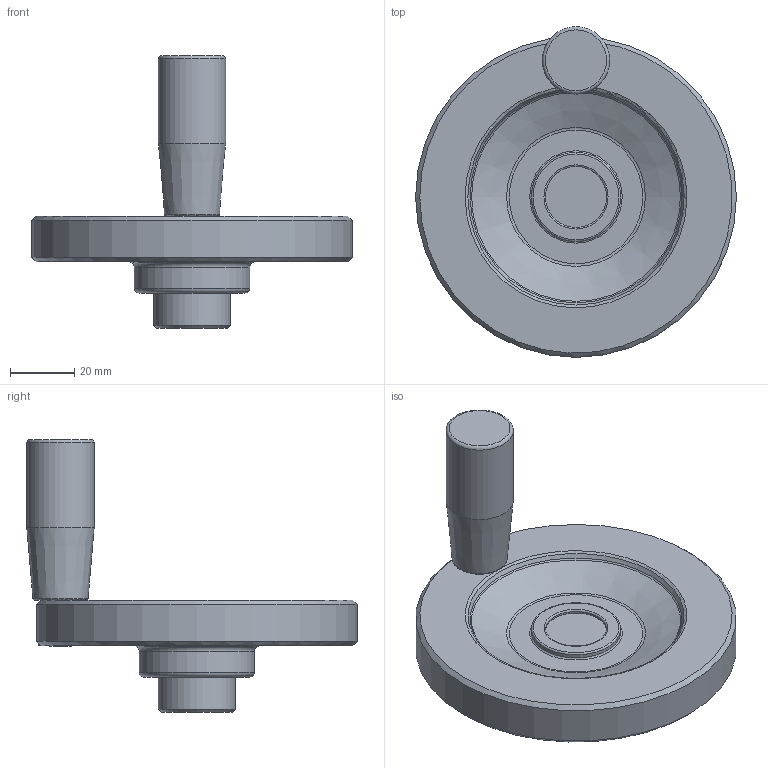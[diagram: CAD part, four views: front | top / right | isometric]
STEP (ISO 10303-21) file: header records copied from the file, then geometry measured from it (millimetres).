
FILE_DESCRIPTION( ( 'Unknown' ), '1' );
FILE_NAME( '6161211_VPRAX100_M.stp', 'Unknown', ( 'Unknown' ), ( 'Unknown' ), 'PSStep 14.0', 'Unknown', ' ' );
FILE_SCHEMA( ( 'AUTOMOTIVE_DESIGN { 1 0 10303 214 1 1 1 1 }' ) );
Length unit declared in the file: millimetre
Products named in the file (2): 6161211
Bounding box: 100 x 103 x 85 mm (x, y, z)
Volume: 109190.3 mm3; surface area: 29339.6 mm2
Topology: 2 solids, 5 shells, 116 faces, 263 edges, 156 vertices
Faces by surface type: plane 39, cylinder 21, bspline 20, torus 17, cone 17, sphere 2
Full cylindrical faces by diameter (mm): 4 x1, 4.1 x1, 6.427 x1, 6.6 x1, 6.647 x1, 6.8 x1, 7.9 x1, 8 x1, 10 x2, 19 x1, 21 x1, 24 x1, 27.8 x1, 36 x1, 100 x1
Entity records: 6287 total; most frequent: CARTESIAN_POINT 3117, DIRECTION 466, ORIENTED_EDGE 394, AXIS2_PLACEMENT_3D 208, EDGE_CURVE 197, EDGE_LOOP 169, FACE_OUTER_BOUND 143, VERTEX_POINT 140
